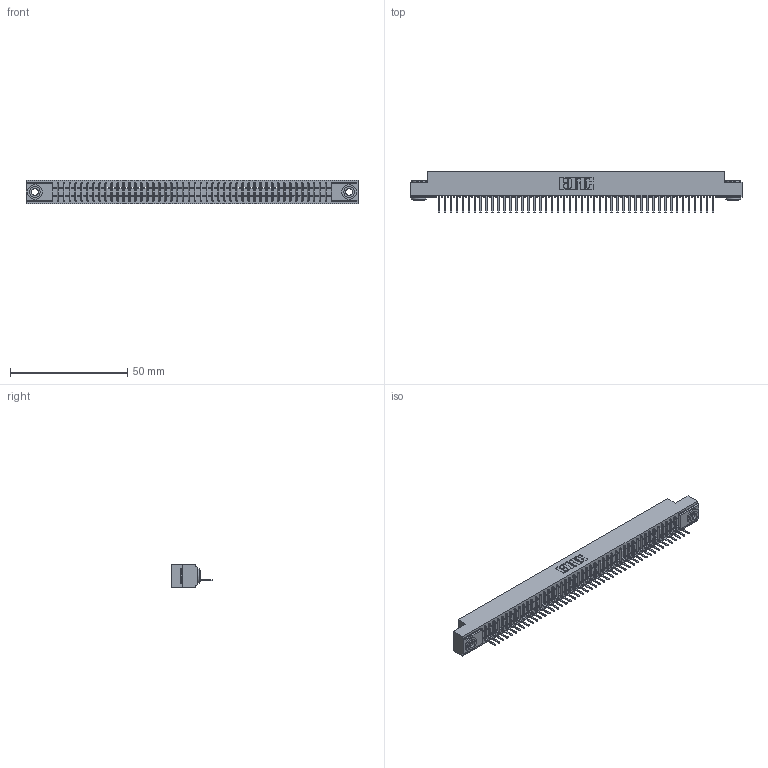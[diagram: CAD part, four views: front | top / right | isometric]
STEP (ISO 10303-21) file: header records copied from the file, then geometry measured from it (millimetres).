
FILE_DESCRIPTION (( 'STEP AP203' ), '1' );
FILE_NAME ('391-047-521-103.STEP', '2018-08-09T03:45:19', ( '' ), ( '' ), 'SwSTEP 2.0', 'SolidWorks 2016', '' );
FILE_SCHEMA (( 'CONFIG_CONTROL_DESIGN' ));
Length unit declared in the file: inch
Products named in the file (4): 341-292-001_341-292-121; 345-250-002_345-250-002-102; 391-047-521-103; 341 Part_.156 (3.96) Dia Mounting Holes
Assembly tree (50 placements, depth 2):
  391-047-521-103
    341 Part_.156 (3.96) Dia Mounting Holes
    341-292-001_341-292-121  x47
    345-250-002_345-250-002-102  x2
Bounding box: 141.6 x 17.7 x 10.16 mm (x, y, z)
Volume: 10161.8 mm3; surface area: 16307.2 mm2
Topology: 50 solids, 50 shells, 4022 faces, 11567 edges, 7422 vertices
Faces by surface type: plane 2489, cylinder 1337, sphere 96, torus 92, cone 8
Entity records: 55775 total; most frequent: CARTESIAN_POINT 9455, ORIENTED_EDGE 9434, DIRECTION 9139, EDGE_CURVE 4717, VECTOR 3807, LINE 3807, VERTEX_POINT 2982, AXIS2_PLACEMENT_3D 2666
